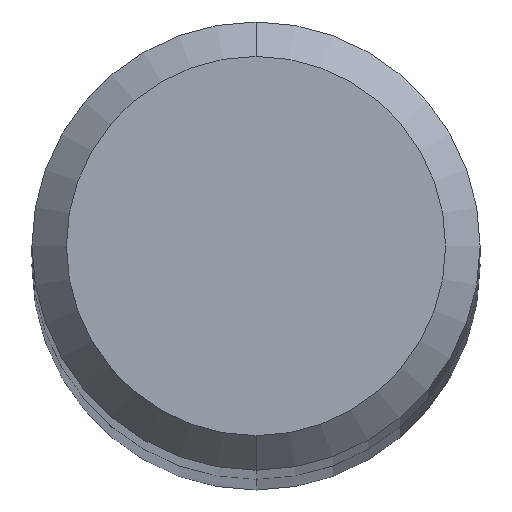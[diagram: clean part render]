
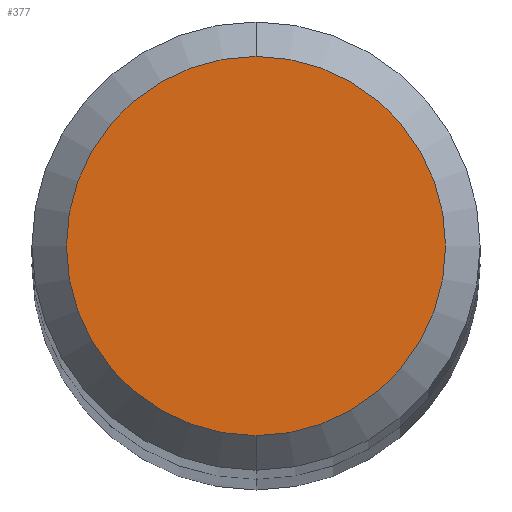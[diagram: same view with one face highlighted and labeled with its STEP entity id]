
A CAD part, top view. The second image highlights one B-rep face of the part: STEP entity #377.
In plain terms, the highlighted planar face has unit normal (0, 0, 1).
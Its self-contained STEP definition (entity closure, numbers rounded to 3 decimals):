
#217=VERTEX_POINT('',#487);
#235=EDGE_CURVE('',#243,#217,#505,.T.);
#243=VERTEX_POINT('',#514);
#303=EDGE_CURVE('',#217,#243,#577,.T.);
#377=ADVANCED_FACE('',(#659),#660,.T.);
#487=CARTESIAN_POINT('',(0.0,1.65,43.0));
#505=CIRCLE('',#889,1.65);
#514=CARTESIAN_POINT('',(0.,-1.65,43.0));
#577=CIRCLE('',#1090,1.65);
#659=FACE_OUTER_BOUND('',#1265,.T.);
#660=PLANE('',#1266);
#889=AXIS2_PLACEMENT_3D('',#1421,#1422,#1423);
#1090=AXIS2_PLACEMENT_3D('',#1492,#1493,#1494);
#1265=EDGE_LOOP('',(#1568,#1569));
#1266=AXIS2_PLACEMENT_3D('',#1570,#1571,#1572);
#1421=CARTESIAN_POINT('',(0.0,0.0,43.0));
#1422=DIRECTION('',(0.0,0.0,-1.0));
#1423=DIRECTION('',(0.0,1.0,0.0));
#1492=CARTESIAN_POINT('',(0.0,0.0,43.0));
#1493=DIRECTION('',(0.0,0.0,-1.0));
#1494=DIRECTION('',(0.0,1.0,0.0));
#1568=ORIENTED_EDGE('',*,*,#303,.F.);
#1569=ORIENTED_EDGE('',*,*,#235,.F.);
#1570=CARTESIAN_POINT('',(0.0,0.825,43.0));
#1571=DIRECTION('',(-0.0,0.0,1.0));
#1572=DIRECTION('',(0.0,-1.0,0.0));
